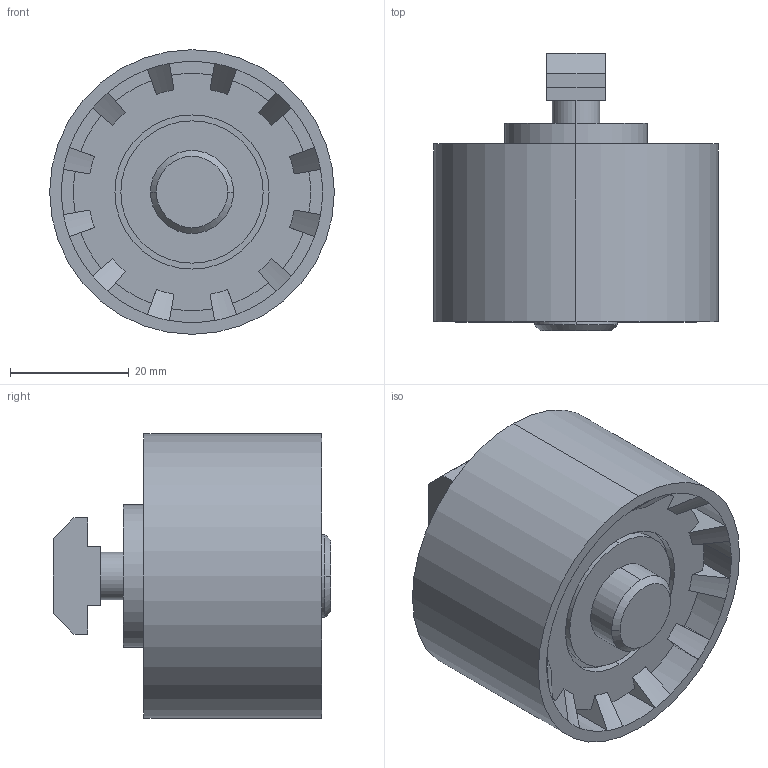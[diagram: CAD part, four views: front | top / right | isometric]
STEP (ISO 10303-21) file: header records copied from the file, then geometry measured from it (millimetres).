
FILE_DESCRIPTION (( 'STEP AP203' ), '1' );
FILE_NAME ('3_842_218_942_Bosch.step', '2024-06-10T09:31:30', ( '' ), ( '' ), 'SwSTEP 2.0', 'SolidWorks 2014', '' );
FILE_SCHEMA (( 'CONFIG_CONTROL_DESIGN' ));
Length unit declared in the file: millimetre
Products named in the file (1): 3_842_218_942_Bosch
Bounding box: 48 x 46.8 x 48 mm (x, y, z)
Volume: 43490.3 mm3; surface area: 16931.5 mm2
Topology: 1 solids, 1 shells, 193 faces, 490 edges, 310 vertices
Faces by surface type: plane 95, cylinder 70, cone 28
Entity records: 5895 total; most frequent: DIRECTION 1072, CARTESIAN_POINT 994, ORIENTED_EDGE 980, EDGE_CURVE 490, AXIS2_PLACEMENT_3D 388, VERTEX_POINT 310, LINE 296, VECTOR 296
